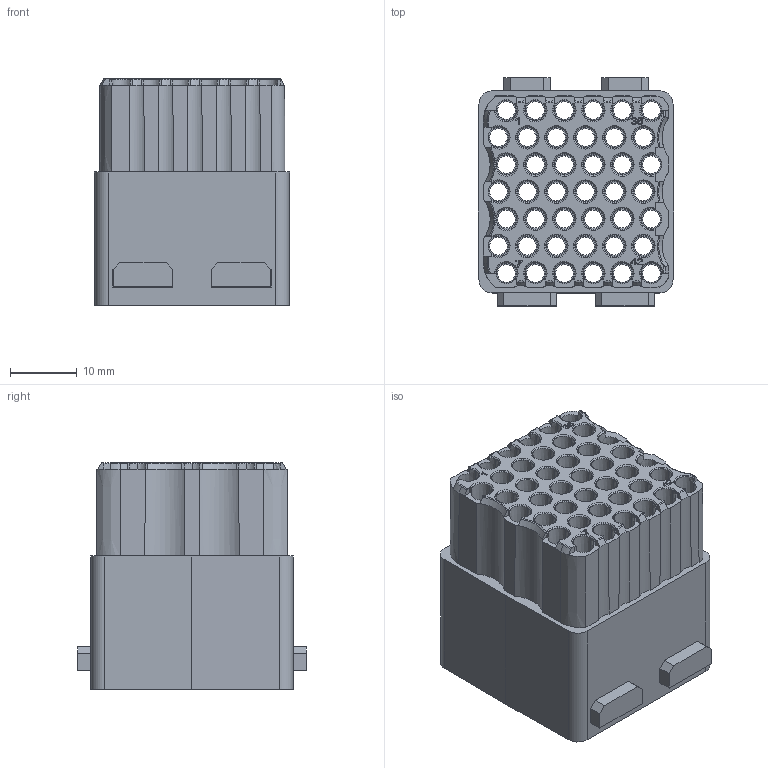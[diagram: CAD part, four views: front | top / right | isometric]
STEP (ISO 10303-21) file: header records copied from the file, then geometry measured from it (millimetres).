
FILE_DESCRIPTION((''),'2;1');
FILE_NAME('09140423101_100549224MOD000C_1','2018-05-07T',('wl.kang'),(''),'PRO/ENGINEER BY PARAMETRIC TECHNOLOGY CORPORATION, 2012480','PRO/ENGINEER BY PARAMETRIC TECHNOLOGY CORPORATION, 2012480','');
FILE_SCHEMA(('AUTOMOTIVE_DESIGN { 1 0 10303 214 1 1 1 1 }'));
Length unit declared in the file: millimetre
Products named in the file (1): 09140423101_100549224MOD000C_1
Bounding box: 29.35 x 34.2 x 34 mm (x, y, z)
Volume: 15104.3 mm3; surface area: 21293.9 mm2
Topology: 1 solids, 1 shells, 1132 faces, 2886 edges, 1879 vertices
Faces by surface type: cone 446, plane 384, extrusion 164, cylinder 121, torus 17
Entity records: 35830 total; most frequent: CARTESIAN_POINT 8181, ORIENTED_EDGE 5772, DIRECTION 5555, EDGE_CURVE 2886, AXIS2_PLACEMENT_3D 2059, VERTEX_POINT 1879, VECTOR 1437, EDGE_LOOP 1339
